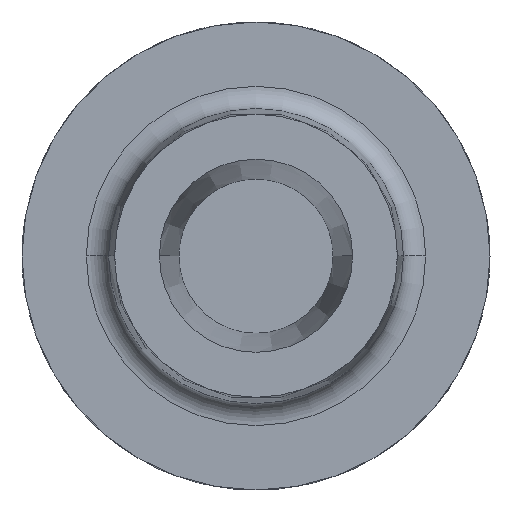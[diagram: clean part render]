
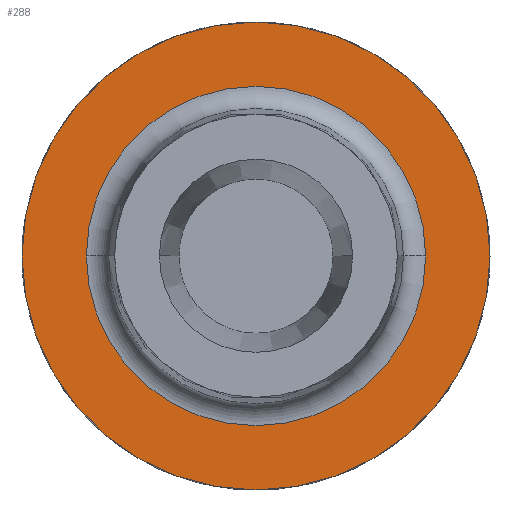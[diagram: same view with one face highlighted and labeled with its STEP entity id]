
A CAD part, top view. The second image highlights one B-rep face of the part: STEP entity #288.
In plain terms, the highlighted planar face has unit normal (0, 0, 1).
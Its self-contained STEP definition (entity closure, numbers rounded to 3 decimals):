
#19 = FACE_OUTER_BOUND ( 'NONE', #892, .T. ) ;
#22 = VERTEX_POINT ( 'NONE', #175 ) ;
#33 = PLANE ( 'NONE',  #926 ) ;
#39 = VERTEX_POINT ( 'NONE', #1340 ) ;
#49 = AXIS2_PLACEMENT_3D ( 'NONE', #70, #76, #84 ) ;
#56 = CARTESIAN_POINT ( 'NONE',  ( 0., 0., 27. ) ) ;
#57 = CIRCLE ( 'NONE', #49, 22.84 ) ;
#70 = CARTESIAN_POINT ( 'NONE',  ( 0., 0., 27. ) ) ;
#73 = EDGE_CURVE ( 'NONE', #1259, #39, #1508, .T. ) ;
#76 = DIRECTION ( 'NONE',  ( 0., 0., -1. ) ) ;
#77 = DIRECTION ( 'NONE',  ( 0., 0., -1. ) ) ;
#79 = DIRECTION ( 'NONE',  ( -1., 0., 0. ) ) ;
#84 = DIRECTION ( 'NONE',  ( -1., 0., 0. ) ) ;
#89 = AXIS2_PLACEMENT_3D ( 'NONE', #789, #794, #796 ) ;
#175 = CARTESIAN_POINT ( 'NONE',  ( -22.84, 0., 27. ) ) ;
#236 = CARTESIAN_POINT ( 'NONE',  ( -31.5, 0., 27. ) ) ;
#288 = ADVANCED_FACE ( 'NONE', ( #312, #19 ), #33, .F. ) ;
#312 = FACE_BOUND ( 'NONE', #1014, .T. ) ;
#344 = CIRCLE ( 'NONE', #596, 31.5 ) ;
#370 = CIRCLE ( 'NONE', #89, 22.84 ) ;
#474 = EDGE_CURVE ( 'NONE', #1406, #22, #370, .T. ) ;
#596 = AXIS2_PLACEMENT_3D ( 'NONE', #833, #1591, #710 ) ;
#671 = CARTESIAN_POINT ( 'NONE',  ( 0., 0., 27. ) ) ;
#710 = DIRECTION ( 'NONE',  ( -1., 0., 0. ) ) ;
#737 = EDGE_CURVE ( 'NONE', #22, #1406, #57, .T. ) ;
#789 = CARTESIAN_POINT ( 'NONE',  ( 0., 0., 27. ) ) ;
#794 = DIRECTION ( 'NONE',  ( 0., 0., -1. ) ) ;
#796 = DIRECTION ( 'NONE',  ( -1., 0., 0. ) ) ;
#833 = CARTESIAN_POINT ( 'NONE',  ( 0., 0., 27. ) ) ;
#892 = EDGE_LOOP ( 'NONE', ( #1345, #1037 ) ) ;
#926 = AXIS2_PLACEMENT_3D ( 'NONE', #56, #77, #79 ) ;
#944 = CARTESIAN_POINT ( 'NONE',  ( 22.84, 0., 27. ) ) ;
#964 = AXIS2_PLACEMENT_3D ( 'NONE', #671, #1552, #1429 ) ;
#1014 = EDGE_LOOP ( 'NONE', ( #1593, #1459 ) ) ;
#1037 = ORIENTED_EDGE ( 'NONE', *, *, #1596, .F. ) ;
#1259 = VERTEX_POINT ( 'NONE', #236 ) ;
#1340 = CARTESIAN_POINT ( 'NONE',  ( 31.5, 0., 27. ) ) ;
#1345 = ORIENTED_EDGE ( 'NONE', *, *, #73, .F. ) ;
#1406 = VERTEX_POINT ( 'NONE', #944 ) ;
#1429 = DIRECTION ( 'NONE',  ( -1., 0., 0. ) ) ;
#1459 = ORIENTED_EDGE ( 'NONE', *, *, #474, .T. ) ;
#1508 = CIRCLE ( 'NONE', #964, 31.5 ) ;
#1552 = DIRECTION ( 'NONE',  ( 0., 0., -1. ) ) ;
#1591 = DIRECTION ( 'NONE',  ( 0., 0., -1. ) ) ;
#1593 = ORIENTED_EDGE ( 'NONE', *, *, #737, .T. ) ;
#1596 = EDGE_CURVE ( 'NONE', #39, #1259, #344, .T. ) ;
